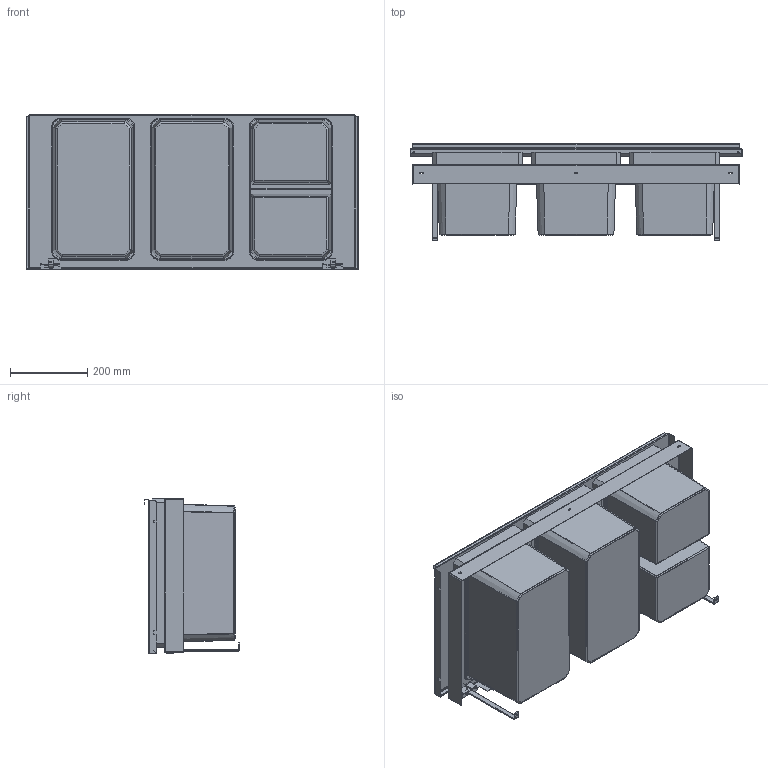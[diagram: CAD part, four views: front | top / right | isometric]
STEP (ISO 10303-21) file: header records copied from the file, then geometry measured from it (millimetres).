
FILE_DESCRIPTION(('STEP AP214'),'1');
FILE_NAME('8013387_V Cox Stand-UP 250 S_900-4.STP','2024-08-16T09:38:54',(' '),(' '),'Spatial InterOp 3D',' ',' ');
FILE_SCHEMA(('AUTOMOTIVE_DESIGN { 1 0 10303 214 1 1 1 1 }'));
Length unit declared in the file: millimetre
Products named in the file (1): 3D-Objekt
Bounding box: 860 x 248.3 x 402 mm (x, y, z)
Volume: 4193120.5 mm3; surface area: 3344991.4 mm2
Topology: 10 solids, 10 shells, 762 faces, 1874 edges, 1136 vertices
Faces by surface type: plane 450, cylinder 120, cone 88, torus 56, bspline 32, extrusion 16
Entity records: 23500 total; most frequent: CARTESIAN_POINT 5558, ORIENTED_EDGE 3748, DIRECTION 3586, EDGE_CURVE 1874, VECTOR 1266, LINE 1250, AXIS2_PLACEMENT_3D 1160, VERTEX_POINT 1136
